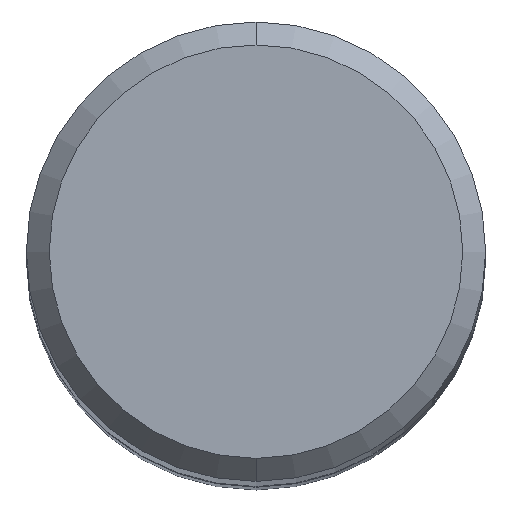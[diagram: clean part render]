
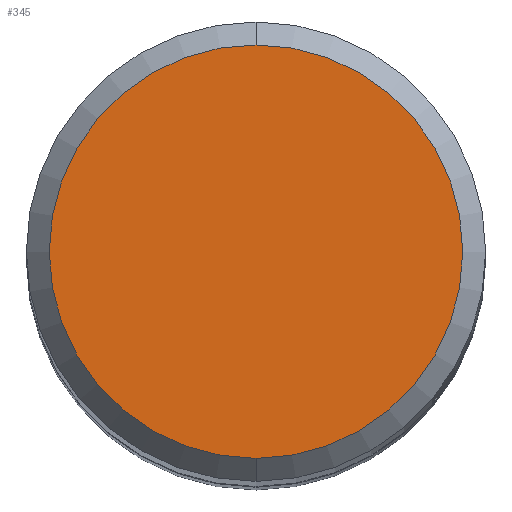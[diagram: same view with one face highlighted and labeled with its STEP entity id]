
A CAD part, top view. The second image highlights one B-rep face of the part: STEP entity #345.
In plain terms, the highlighted planar face has unit normal (0, 0, 1).
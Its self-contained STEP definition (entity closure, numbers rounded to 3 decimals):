
#321=EDGE_CURVE('',#499,#423,#720,.T.);
#345=ADVANCED_FACE('',(#747),#748,.T.);
#423=VERTEX_POINT('',#832);
#499=VERTEX_POINT('',#914);
#537=EDGE_CURVE('',#423,#499,#955,.T.);
#720=CIRCLE('',#1270,3.6);
#747=FACE_OUTER_BOUND('',#1305,.T.);
#748=PLANE('',#1306);
#832=CARTESIAN_POINT('',(0.0,3.6,0.0));
#914=CARTESIAN_POINT('',(0.,-3.6,0.0));
#955=CIRCLE('',#1702,3.6);
#1270=AXIS2_PLACEMENT_3D('',#1908,#1909,#1910);
#1305=EDGE_LOOP('',(#1953,#1954));
#1306=AXIS2_PLACEMENT_3D('',#1955,#1956,#1957);
#1702=AXIS2_PLACEMENT_3D('',#2160,#2161,#2162);
#1908=CARTESIAN_POINT('',(0.0,0.0,0.0));
#1909=DIRECTION('',(0.0,0.0,-1.0));
#1910=DIRECTION('',(0.0,1.0,0.0));
#1953=ORIENTED_EDGE('',*,*,#537,.F.);
#1954=ORIENTED_EDGE('',*,*,#321,.F.);
#1955=CARTESIAN_POINT('',(0.0,1.8,0.0));
#1956=DIRECTION('',(-0.0,0.0,1.0));
#1957=DIRECTION('',(0.0,-1.0,0.0));
#2160=CARTESIAN_POINT('',(0.0,0.0,0.0));
#2161=DIRECTION('',(0.0,0.0,-1.0));
#2162=DIRECTION('',(0.0,1.0,0.0));
